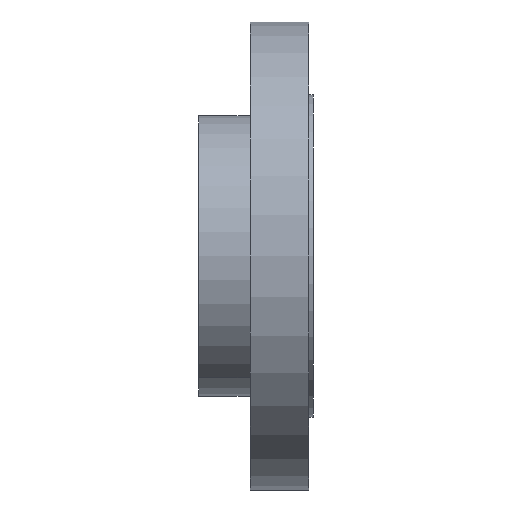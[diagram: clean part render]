
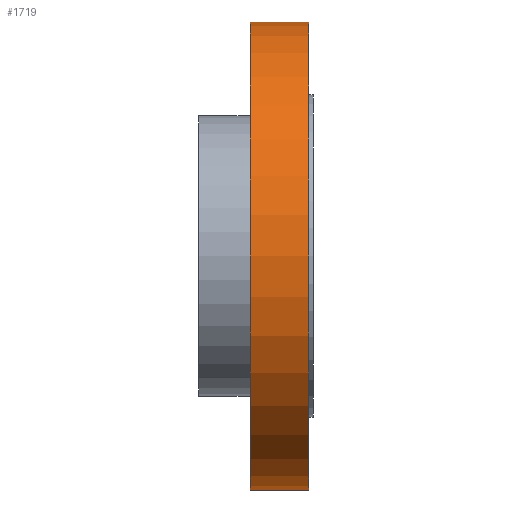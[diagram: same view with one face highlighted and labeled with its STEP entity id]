
A CAD part, left-side view. The second image highlights one B-rep face of the part: STEP entity #1719.
In plain terms, the highlighted cylindrical face has radius 100 mm (diameter 200 mm), a partial arc.
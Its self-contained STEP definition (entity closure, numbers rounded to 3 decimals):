
#340 = CARTESIAN_POINT ( 'NONE',  ( 0., 25., -100. ) ) ;
#448 = CARTESIAN_POINT ( 'NONE',  ( 0., 25., 0. ) ) ;
#625 = EDGE_LOOP ( 'NONE', ( #9146, #4136, #7886, #5211 ) ) ;
#1006 = EDGE_CURVE ( 'NONE', #9850, #10482, #3991, .T. ) ;
#1122 = DIRECTION ( 'NONE',  ( 0., 1., 0. ) ) ;
#1250 = CARTESIAN_POINT ( 'NONE',  ( 0., 25., 100. ) ) ;
#1522 = CARTESIAN_POINT ( 'NONE',  ( 0., 0., -100. ) ) ;
#1567 = VERTEX_POINT ( 'NONE', #1522 ) ;
#1719 = ADVANCED_FACE ( 'NONE', ( #9400 ), #3588, .T. ) ;
#2095 = AXIS2_PLACEMENT_3D ( 'NONE', #2588, #9574, #5310 ) ;
#2413 = EDGE_CURVE ( 'NONE', #1567, #10482, #8740, .T. ) ;
#2415 = DIRECTION ( 'NONE',  ( 0., 1., 0. ) ) ;
#2588 = CARTESIAN_POINT ( 'NONE',  ( 0., 25., 0. ) ) ;
#2614 = CIRCLE ( 'NONE', #5099, 100. ) ;
#2652 = EDGE_CURVE ( 'NONE', #7315, #9850, #2614, .T. ) ;
#2777 = EDGE_CURVE ( 'NONE', #7315, #1567, #4122, .T. ) ;
#3588 = CYLINDRICAL_SURFACE ( 'NONE', #2095, 100. ) ;
#3678 = VECTOR ( 'NONE', #7409, 1000. ) ;
#3972 = DIRECTION ( 'NONE',  ( 0., 0., 1. ) ) ;
#3991 = LINE ( 'NONE', #1250, #6684 ) ;
#4122 = LINE ( 'NONE', #10118, #3678 ) ;
#4136 = ORIENTED_EDGE ( 'NONE', *, *, #2652, .F. ) ;
#4463 = AXIS2_PLACEMENT_3D ( 'NONE', #9279, #2415, #3972 ) ;
#5099 = AXIS2_PLACEMENT_3D ( 'NONE', #448, #1122, #8922 ) ;
#5211 = ORIENTED_EDGE ( 'NONE', *, *, #2413, .T. ) ;
#5310 = DIRECTION ( 'NONE',  ( 0., 0., -1. ) ) ;
#6684 = VECTOR ( 'NONE', #7218, 1000. ) ;
#7218 = DIRECTION ( 'NONE',  ( 0., -1., 0. ) ) ;
#7315 = VERTEX_POINT ( 'NONE', #340 ) ;
#7409 = DIRECTION ( 'NONE',  ( 0., -1., 0. ) ) ;
#7886 = ORIENTED_EDGE ( 'NONE', *, *, #2777, .T. ) ;
#8018 = CARTESIAN_POINT ( 'NONE',  ( 0., 25., 100. ) ) ;
#8740 = CIRCLE ( 'NONE', #4463, 100. ) ;
#8922 = DIRECTION ( 'NONE',  ( 0., 0., 1. ) ) ;
#9146 = ORIENTED_EDGE ( 'NONE', *, *, #1006, .F. ) ;
#9186 = CARTESIAN_POINT ( 'NONE',  ( 0., 0., 100. ) ) ;
#9279 = CARTESIAN_POINT ( 'NONE',  ( 0., 0., 0. ) ) ;
#9400 = FACE_OUTER_BOUND ( 'NONE', #625, .T. ) ;
#9574 = DIRECTION ( 'NONE',  ( 0., -1., 0. ) ) ;
#9850 = VERTEX_POINT ( 'NONE', #8018 ) ;
#10118 = CARTESIAN_POINT ( 'NONE',  ( 0., 25., -100. ) ) ;
#10482 = VERTEX_POINT ( 'NONE', #9186 ) ;
